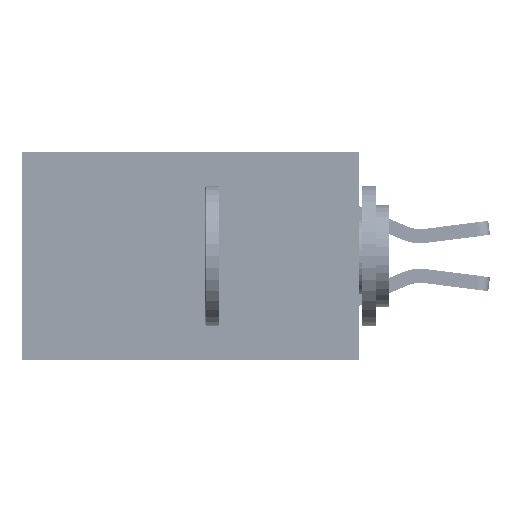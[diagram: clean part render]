
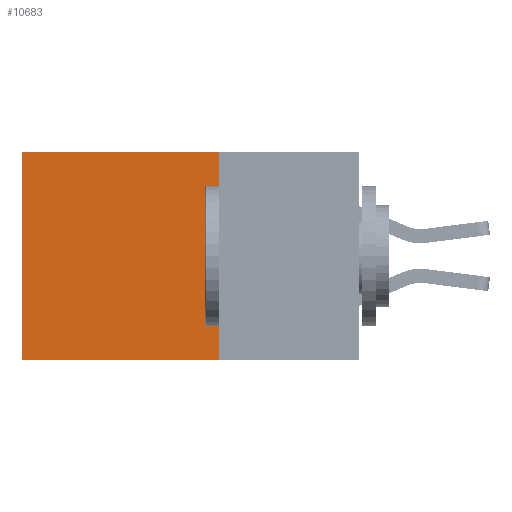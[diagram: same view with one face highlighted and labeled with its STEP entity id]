
A CAD part, left-side view. The second image highlights one B-rep face of the part: STEP entity #10683.
In plain terms, the highlighted planar face has unit normal (-1, 0, 0).
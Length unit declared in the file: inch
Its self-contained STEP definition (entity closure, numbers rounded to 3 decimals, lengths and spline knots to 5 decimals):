
#164 = EDGE_LOOP ( 'NONE', ( #2288, #3375, #17319, #39426 ) ) ;
#740 = CARTESIAN_POINT ( 'NONE',  ( 0.2875, 0.6, 0. ) ) ;
#2288 = ORIENTED_EDGE ( 'NONE', *, *, #24717, .T. ) ;
#3375 = ORIENTED_EDGE ( 'NONE', *, *, #4534, .F. ) ;
#4534 = EDGE_CURVE ( 'NONE', #32634, #7224, #5577, .T. ) ;
#4797 = EDGE_CURVE ( 'NONE', #8952, #32634, #39391, .T. ) ;
#5577 = LINE ( 'NONE', #14017, #23268 ) ;
#7224 = VERTEX_POINT ( 'NONE', #24704 ) ;
#8952 = VERTEX_POINT ( 'NONE', #23117 ) ;
#9487 = PLANE ( 'NONE',  #29112 ) ;
#10189 = CARTESIAN_POINT ( 'NONE',  ( 0.2875, 0.25, -0.37 ) ) ;
#10683 = ADVANCED_FACE ( 'NONE', ( #41201 ), #9487, .F. ) ;
#14017 = CARTESIAN_POINT ( 'NONE',  ( 0.2875, 0.25, -0.37 ) ) ;
#15286 = DIRECTION ( 'NONE',  ( 0., 0., -1. ) ) ;
#16171 = DIRECTION ( 'NONE',  ( 0., 0., -1. ) ) ;
#17117 = DIRECTION ( 'NONE',  ( 0., 0., -1. ) ) ;
#17176 = DIRECTION ( 'NONE',  ( 0., 1., 0. ) ) ;
#17251 = CARTESIAN_POINT ( 'NONE',  ( 0.2875, 0.6, 0. ) ) ;
#17319 = ORIENTED_EDGE ( 'NONE', *, *, #4797, .F. ) ;
#18448 = CARTESIAN_POINT ( 'NONE',  ( 0.2875, 0.25, 0. ) ) ;
#19419 = VECTOR ( 'NONE', #42057, 39.37008 ) ;
#20167 = LINE ( 'NONE', #17251, #25879 ) ;
#21699 = VECTOR ( 'NONE', #15286, 39.37008 ) ;
#23117 = CARTESIAN_POINT ( 'NONE',  ( 0.2875, 0.25, 0. ) ) ;
#23268 = VECTOR ( 'NONE', #17176, 39.37008 ) ;
#24704 = CARTESIAN_POINT ( 'NONE',  ( 0.2875, 0.6, -0.37 ) ) ;
#24717 = EDGE_CURVE ( 'NONE', #27529, #7224, #20167, .T. ) ;
#25879 = VECTOR ( 'NONE', #17117, 39.37008 ) ;
#27529 = VERTEX_POINT ( 'NONE', #740 ) ;
#29112 = AXIS2_PLACEMENT_3D ( 'NONE', #32592, #38987, #16171 ) ;
#29298 = LINE ( 'NONE', #34023, #19419 ) ;
#32592 = CARTESIAN_POINT ( 'NONE',  ( 0.2875, 0.25, 0. ) ) ;
#32634 = VERTEX_POINT ( 'NONE', #10189 ) ;
#34023 = CARTESIAN_POINT ( 'NONE',  ( 0.2875, 0.25, 0. ) ) ;
#38987 = DIRECTION ( 'NONE',  ( 1., 0., 0. ) ) ;
#39391 = LINE ( 'NONE', #18448, #21699 ) ;
#39426 = ORIENTED_EDGE ( 'NONE', *, *, #41789, .T. ) ;
#41201 = FACE_OUTER_BOUND ( 'NONE', #164, .T. ) ;
#41789 = EDGE_CURVE ( 'NONE', #8952, #27529, #29298, .T. ) ;
#42057 = DIRECTION ( 'NONE',  ( 0., 1., 0. ) ) ;
